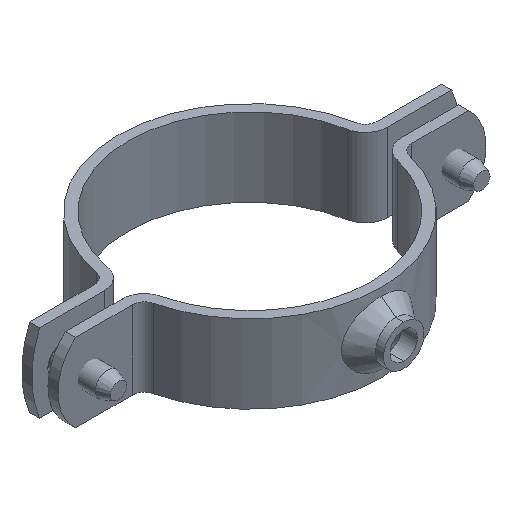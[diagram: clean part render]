
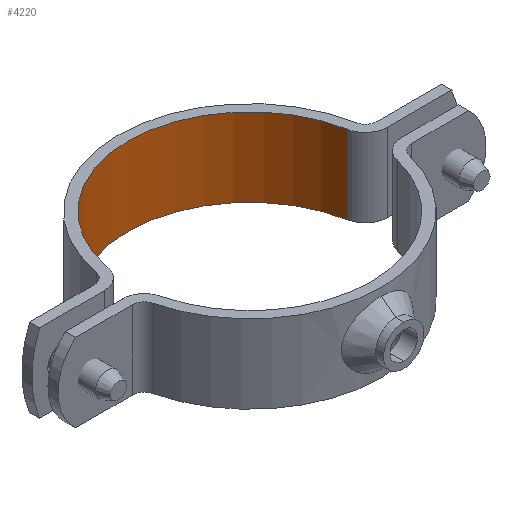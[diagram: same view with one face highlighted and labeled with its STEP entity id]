
A CAD part, isometric view. The second image highlights one B-rep face of the part: STEP entity #4220.
In plain terms, the highlighted cylindrical face has radius 30.15 mm (diameter 60.3 mm), a partial arc.
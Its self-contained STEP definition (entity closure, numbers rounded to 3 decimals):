
#616 = CIRCLE ( 'NONE', #6183, 30.15 ) ;
#679 = ORIENTED_EDGE ( 'NONE', *, *, #6098, .F. ) ;
#956 = CARTESIAN_POINT ( 'NONE',  ( -38.145, 4.497, -19.7 ) ) ;
#978 = ORIENTED_EDGE ( 'NONE', *, *, #6841, .F. ) ;
#1000 = FACE_OUTER_BOUND ( 'NONE', #8414, .T. ) ;
#1046 = DIRECTION ( 'NONE',  ( 0., 0., 1. ) ) ;
#1325 = DIRECTION ( 'NONE',  ( 1., 0., 0. ) ) ;
#1341 = DIRECTION ( 'NONE',  ( 0., 0., -1. ) ) ;
#1695 = ORIENTED_EDGE ( 'NONE', *, *, #4678, .T. ) ;
#1740 = CARTESIAN_POINT ( 'NONE',  ( -8.5, -1., -19.7 ) ) ;
#1990 = CARTESIAN_POINT ( 'NONE',  ( 21.145, 4.497, -19.7 ) ) ;
#2403 = DIRECTION ( 'NONE',  ( 1., 0., 0. ) ) ;
#2482 = CIRCLE ( 'NONE', #2878, 30.15 ) ;
#2684 = DIRECTION ( 'NONE',  ( 0., 0., -1. ) ) ;
#2878 = AXIS2_PLACEMENT_3D ( 'NONE', #1740, #6313, #2403 ) ;
#3029 = VERTEX_POINT ( 'NONE', #8089 ) ;
#4022 = CARTESIAN_POINT ( 'NONE',  ( -38.145, 4.497, -0.3 ) ) ;
#4220 = ADVANCED_FACE ( 'NONE', ( #1000 ), #8355, .F. ) ;
#4241 = VERTEX_POINT ( 'NONE', #1990 ) ;
#4511 = CARTESIAN_POINT ( 'NONE',  ( -8.5, -1., 0. ) ) ;
#4528 = VERTEX_POINT ( 'NONE', #956 ) ;
#4609 = CARTESIAN_POINT ( 'NONE',  ( 21.145, 4.497, 0. ) ) ;
#4678 = EDGE_CURVE ( 'NONE', #4528, #4241, #2482, .T. ) ;
#4951 = AXIS2_PLACEMENT_3D ( 'NONE', #4511, #7177, #1325 ) ;
#5242 = CARTESIAN_POINT ( 'NONE',  ( -8.5, -1., -0.3 ) ) ;
#5364 = EDGE_CURVE ( 'NONE', #3029, #4241, #8099, .T. ) ;
#5914 = DIRECTION ( 'NONE',  ( 1., 0., 0. ) ) ;
#6098 = EDGE_CURVE ( 'NONE', #4528, #7919, #8480, .T. ) ;
#6183 = AXIS2_PLACEMENT_3D ( 'NONE', #5242, #1341, #5914 ) ;
#6313 = DIRECTION ( 'NONE',  ( 0., 0., -1. ) ) ;
#6343 = VECTOR ( 'NONE', #2684, 1000. ) ;
#6748 = VECTOR ( 'NONE', #1046, 1000. ) ;
#6841 = EDGE_CURVE ( 'NONE', #7919, #3029, #616, .T. ) ;
#7177 = DIRECTION ( 'NONE',  ( 0., 0., 1. ) ) ;
#7503 = CARTESIAN_POINT ( 'NONE',  ( -38.145, 4.497, 0. ) ) ;
#7587 = ORIENTED_EDGE ( 'NONE', *, *, #5364, .F. ) ;
#7919 = VERTEX_POINT ( 'NONE', #4022 ) ;
#8089 = CARTESIAN_POINT ( 'NONE',  ( 21.145, 4.497, -0.3 ) ) ;
#8099 = LINE ( 'NONE', #4609, #6343 ) ;
#8355 = CYLINDRICAL_SURFACE ( 'NONE', #4951, 30.15 ) ;
#8414 = EDGE_LOOP ( 'NONE', ( #1695, #7587, #978, #679 ) ) ;
#8480 = LINE ( 'NONE', #7503, #6748 ) ;
